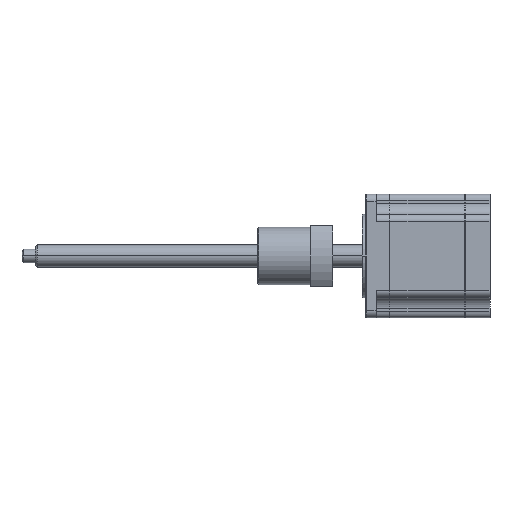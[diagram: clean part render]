
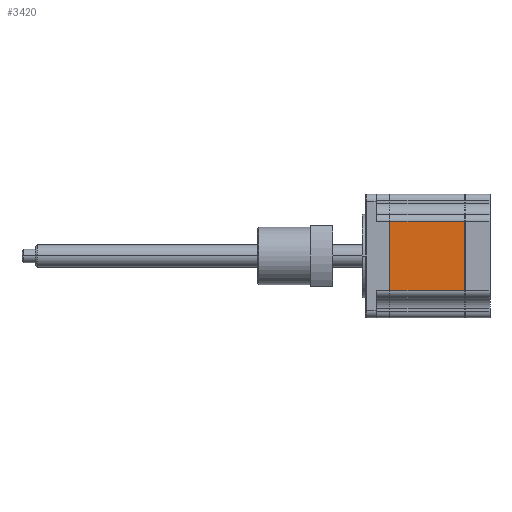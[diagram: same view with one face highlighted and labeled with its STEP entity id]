
A CAD part, left-side view. The second image highlights one B-rep face of the part: STEP entity #3420.
In plain terms, the highlighted planar face has unit normal (-1, 0, 0).
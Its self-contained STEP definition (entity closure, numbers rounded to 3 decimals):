
#603 = CARTESIAN_POINT ( 'NONE',  ( -44.479, -60.672, 47.85 ) ) ;
#718 = VECTOR ( 'NONE', #12698, 1000. ) ;
#1158 = CARTESIAN_POINT ( 'NONE',  ( -44.479, -60.672, 47.85 ) ) ;
#2312 = AXIS2_PLACEMENT_3D ( 'NONE', #7257, #6937, #6852 ) ;
#2784 = DIRECTION ( 'NONE',  ( 0., 1., 0. ) ) ;
#3420 = ADVANCED_FACE ( 'NONE', ( #6040 ), #9038, .F. ) ;
#3457 = ORIENTED_EDGE ( 'NONE', *, *, #12318, .F. ) ;
#3519 = EDGE_LOOP ( 'NONE', ( #9321, #6390, #3457, #6082 ) ) ;
#3607 = LINE ( 'NONE', #11626, #718 ) ;
#3817 = VECTOR ( 'NONE', #2784, 1000. ) ;
#3930 = CARTESIAN_POINT ( 'NONE',  ( -44.479, -60.672, 79.45 ) ) ;
#5282 = VERTEX_POINT ( 'NONE', #3930 ) ;
#5469 = DIRECTION ( 'NONE',  ( 0., 0., -1. ) ) ;
#5872 = DIRECTION ( 'NONE',  ( 0., 1., 0. ) ) ;
#5884 = VECTOR ( 'NONE', #5469, 1000. ) ;
#6040 = FACE_OUTER_BOUND ( 'NONE', #3519, .T. ) ;
#6082 = ORIENTED_EDGE ( 'NONE', *, *, #10080, .T. ) ;
#6218 = LINE ( 'NONE', #13193, #8323 ) ;
#6390 = ORIENTED_EDGE ( 'NONE', *, *, #11937, .F. ) ;
#6852 = DIRECTION ( 'NONE',  ( 0., 0., 1. ) ) ;
#6937 = DIRECTION ( 'NONE',  ( 1., 0., 0. ) ) ;
#6959 = CARTESIAN_POINT ( 'NONE',  ( -44.479, -60.672, 79.45 ) ) ;
#7257 = CARTESIAN_POINT ( 'NONE',  ( -44.479, -60.672, 47.85 ) ) ;
#8172 = VERTEX_POINT ( 'NONE', #10148 ) ;
#8323 = VECTOR ( 'NONE', #5872, 1000. ) ;
#8651 = LINE ( 'NONE', #1158, #5884 ) ;
#8819 = VERTEX_POINT ( 'NONE', #603 ) ;
#9038 = PLANE ( 'NONE',  #2312 ) ;
#9321 = ORIENTED_EDGE ( 'NONE', *, *, #11686, .T. ) ;
#9363 = LINE ( 'NONE', #6959, #3817 ) ;
#10080 = EDGE_CURVE ( 'NONE', #5282, #11085, #9363, .T. ) ;
#10148 = CARTESIAN_POINT ( 'NONE',  ( -44.479, -26.672, 47.85 ) ) ;
#11085 = VERTEX_POINT ( 'NONE', #11506 ) ;
#11506 = CARTESIAN_POINT ( 'NONE',  ( -44.479, -26.672, 79.45 ) ) ;
#11626 = CARTESIAN_POINT ( 'NONE',  ( -44.479, -26.672, 47.85 ) ) ;
#11686 = EDGE_CURVE ( 'NONE', #11085, #8172, #3607, .T. ) ;
#11937 = EDGE_CURVE ( 'NONE', #8819, #8172, #6218, .T. ) ;
#12318 = EDGE_CURVE ( 'NONE', #5282, #8819, #8651, .T. ) ;
#12698 = DIRECTION ( 'NONE',  ( 0., 0., -1. ) ) ;
#13193 = CARTESIAN_POINT ( 'NONE',  ( -44.479, -60.672, 47.85 ) ) ;
